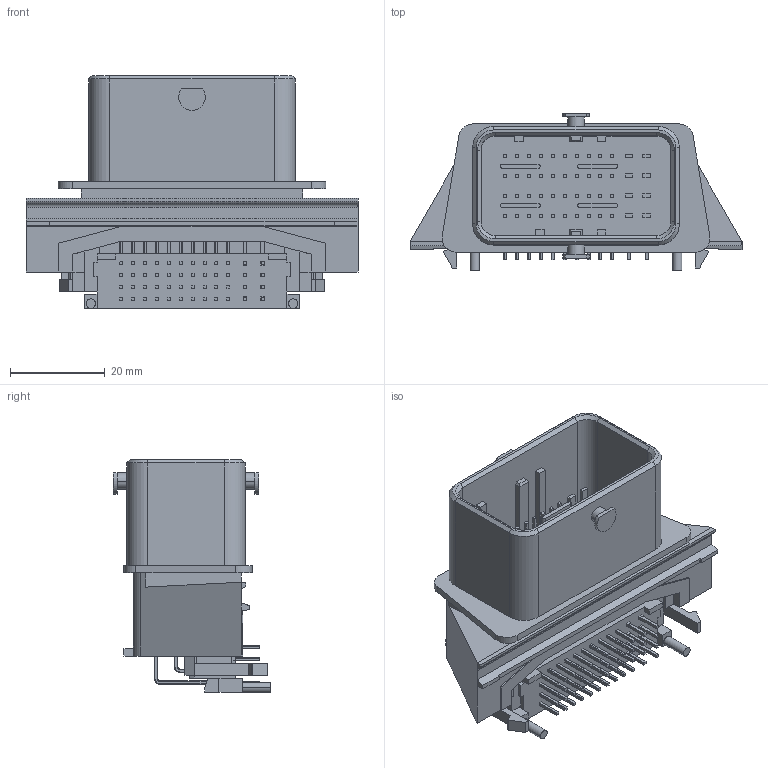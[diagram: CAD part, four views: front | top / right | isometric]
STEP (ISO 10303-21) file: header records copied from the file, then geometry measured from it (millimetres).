
FILE_DESCRIPTION((''),'2;1');
FILE_NAME('5007620481','2016-09-28T',('gsharma'),(''),'PRO/ENGINEER BY PARAMETRIC TECHNOLOGY CORPORATION, 2012310','PRO/ENGINEER BY PARAMETRIC TECHNOLOGY CORPORATION, 2012310','');
FILE_SCHEMA(('CONFIG_CONTROL_DESIGN'));
Length unit declared in the file: millimetre
Products named in the file (1): 5007620481
Bounding box: 69.91 x 33.15 x 49 mm (x, y, z)
Volume: 28332 mm3; surface area: 18850.4 mm2
Topology: 1 solids, 1 shells, 1691 faces, 4484 edges, 2906 vertices
Faces by surface type: plane 1030, cylinder 493, torus 160, cone 8
Entity records: 52219 total; most frequent: DIRECTION 9136, CARTESIAN_POINT 8991, ORIENTED_EDGE 8760, EDGE_CURVE 4380, VECTOR 3210, LINE 3210, AXIS2_PLACEMENT_3D 2963, VERTEX_POINT 2802
